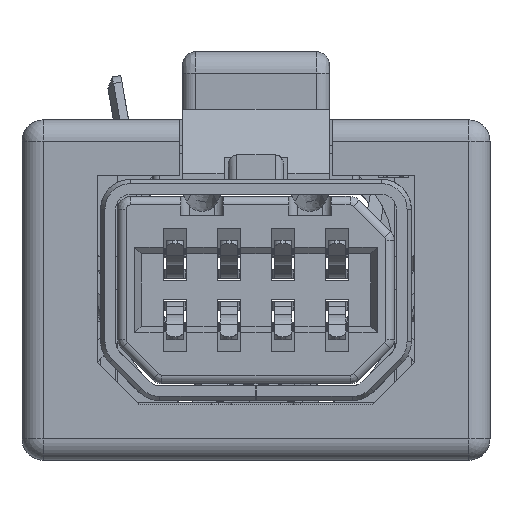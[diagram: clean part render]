
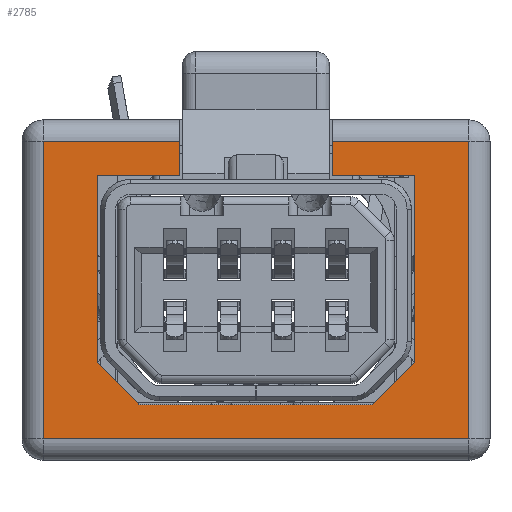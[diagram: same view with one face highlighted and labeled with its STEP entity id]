
A CAD part, front view. The second image highlights one B-rep face of the part: STEP entity #2785.
In plain terms, the highlighted planar face has unit normal (0, -1, 0).
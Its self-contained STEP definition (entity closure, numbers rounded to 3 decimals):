
#830=CARTESIAN_POINT('',(-5.,11.2,-3.5));
#831=VERTEX_POINT('',#830);
#857=CARTESIAN_POINT('',(5.,11.2,-3.5));
#858=VERTEX_POINT('',#857);
#866=CARTESIAN_POINT('',(5.,11.2,-3.5));
#867=DIRECTION('',(-1.,0.,0.));
#868=VECTOR('',#867,10.);
#869=LINE('',#866,#868);
#870=EDGE_CURVE('',#858,#831,#869,.T.);
#2389=CARTESIAN_POINT('',(-5.,11.2,3.5));
#2390=VERTEX_POINT('',#2389);
#2391=CARTESIAN_POINT('',(-5.,11.2,3.5));
#2392=DIRECTION('',(0.,0.,-1.));
#2393=VECTOR('',#2392,7.);
#2394=LINE('',#2391,#2393);
#2395=EDGE_CURVE('',#2390,#831,#2394,.T.);
#2538=CARTESIAN_POINT('',(5.,11.2,3.5));
#2539=VERTEX_POINT('',#2538);
#2547=CARTESIAN_POINT('',(5.,11.2,3.5));
#2548=DIRECTION('',(0.,0.,-1.));
#2549=VECTOR('',#2548,7.);
#2550=LINE('',#2547,#2549);
#2551=EDGE_CURVE('',#2539,#858,#2550,.T.);
#2689=CARTESIAN_POINT('',(0.,11.2,0.));
#2690=DIRECTION('',(-1.,0.,0.));
#2691=DIRECTION('',(0.,-1.,-0.));
#2692=AXIS2_PLACEMENT_3D('',#2689,#2691,#2690);
#2693=PLANE('',#2692);
#2694=CARTESIAN_POINT('',(3.725,11.2,-1.7));
#2695=VERTEX_POINT('',#2694);
#2696=CARTESIAN_POINT('',(2.75,11.2,-2.7));
#2697=VERTEX_POINT('',#2696);
#2698=CARTESIAN_POINT('',(3.725,11.2,-1.7));
#2699=DIRECTION('',(-0.698,0.,-0.716));
#2700=VECTOR('',#2699,1.397);
#2701=LINE('',#2698,#2700);
#2702=EDGE_CURVE('',#2695,#2697,#2701,.T.);
#2703=ORIENTED_EDGE('',*,*,#2702,.T.);
#2704=CARTESIAN_POINT('',(-2.75,11.2,-2.7));
#2705=VERTEX_POINT('',#2704);
#2706=CARTESIAN_POINT('',(2.75,11.2,-2.7));
#2707=DIRECTION('',(-1.,0.,0.));
#2708=VECTOR('',#2707,5.5);
#2709=LINE('',#2706,#2708);
#2710=EDGE_CURVE('',#2697,#2705,#2709,.T.);
#2711=ORIENTED_EDGE('',*,*,#2710,.T.);
#2712=CARTESIAN_POINT('',(-3.725,11.2,-1.7));
#2713=VERTEX_POINT('',#2712);
#2714=CARTESIAN_POINT('',(-2.75,11.2,-2.7));
#2715=DIRECTION('',(-0.698,0.,0.716));
#2716=VECTOR('',#2715,1.397);
#2717=LINE('',#2714,#2716);
#2718=EDGE_CURVE('',#2705,#2713,#2717,.T.);
#2719=ORIENTED_EDGE('',*,*,#2718,.T.);
#2720=CARTESIAN_POINT('',(-3.725,11.2,2.7));
#2721=VERTEX_POINT('',#2720);
#2722=CARTESIAN_POINT('',(-3.725,11.2,2.7));
#2723=DIRECTION('',(0.,0.,-1.));
#2724=VECTOR('',#2723,4.4);
#2725=LINE('',#2722,#2724);
#2726=EDGE_CURVE('',#2721,#2713,#2725,.T.);
#2727=ORIENTED_EDGE('',*,*,#2726,.F.);
#2728=CARTESIAN_POINT('',(-1.8,11.2,2.7));
#2729=VERTEX_POINT('',#2728);
#2730=CARTESIAN_POINT('',(-3.725,11.2,2.7));
#2731=DIRECTION('',(1.,0.,0.));
#2732=VECTOR('',#2731,1.925);
#2733=LINE('',#2730,#2732);
#2734=EDGE_CURVE('',#2721,#2729,#2733,.T.);
#2735=ORIENTED_EDGE('',*,*,#2734,.T.);
#2736=CARTESIAN_POINT('',(-1.8,11.2,3.5));
#2737=VERTEX_POINT('',#2736);
#2738=CARTESIAN_POINT('',(-1.8,11.2,3.5));
#2739=DIRECTION('',(0.,0.,-1.));
#2740=VECTOR('',#2739,0.8);
#2741=LINE('',#2738,#2740);
#2742=EDGE_CURVE('',#2737,#2729,#2741,.T.);
#2743=ORIENTED_EDGE('',*,*,#2742,.F.);
#2744=CARTESIAN_POINT('',(-5.,11.2,3.5));
#2745=DIRECTION('',(1.,0.,0.));
#2746=VECTOR('',#2745,3.2);
#2747=LINE('',#2744,#2746);
#2748=EDGE_CURVE('',#2390,#2737,#2747,.T.);
#2749=ORIENTED_EDGE('',*,*,#2748,.F.);
#2750=ORIENTED_EDGE('',*,*,#2395,.T.);
#2751=ORIENTED_EDGE('',*,*,#870,.F.);
#2752=ORIENTED_EDGE('',*,*,#2551,.F.);
#2753=CARTESIAN_POINT('',(1.8,11.2,3.5));
#2754=VERTEX_POINT('',#2753);
#2755=CARTESIAN_POINT('',(1.8,11.2,3.5));
#2756=DIRECTION('',(1.,0.,0.));
#2757=VECTOR('',#2756,3.2);
#2758=LINE('',#2755,#2757);
#2759=EDGE_CURVE('',#2754,#2539,#2758,.T.);
#2760=ORIENTED_EDGE('',*,*,#2759,.F.);
#2761=CARTESIAN_POINT('',(1.8,11.2,2.7));
#2762=VERTEX_POINT('',#2761);
#2763=CARTESIAN_POINT('',(1.8,11.2,2.7));
#2764=DIRECTION('',(0.,0.,1.));
#2765=VECTOR('',#2764,0.8);
#2766=LINE('',#2763,#2765);
#2767=EDGE_CURVE('',#2762,#2754,#2766,.T.);
#2768=ORIENTED_EDGE('',*,*,#2767,.F.);
#2769=CARTESIAN_POINT('',(3.725,11.2,2.7));
#2770=VERTEX_POINT('',#2769);
#2771=CARTESIAN_POINT('',(1.8,11.2,2.7));
#2772=DIRECTION('',(1.,0.,0.));
#2773=VECTOR('',#2772,1.925);
#2774=LINE('',#2771,#2773);
#2775=EDGE_CURVE('',#2762,#2770,#2774,.T.);
#2776=ORIENTED_EDGE('',*,*,#2775,.T.);
#2777=CARTESIAN_POINT('',(3.725,11.2,2.7));
#2778=DIRECTION('',(0.,0.,-1.));
#2779=VECTOR('',#2778,4.4);
#2780=LINE('',#2777,#2779);
#2781=EDGE_CURVE('',#2770,#2695,#2780,.T.);
#2782=ORIENTED_EDGE('',*,*,#2781,.T.);
#2783=EDGE_LOOP('',(#2703,#2711,#2719,#2727,#2735,#2743,#2749,#2750,#2751,#2752,#2760,#2768,#2776,#2782));
#2784=FACE_OUTER_BOUND('',#2783,.T.);
#2785=ADVANCED_FACE('',(#2784),#2693,.T.);
